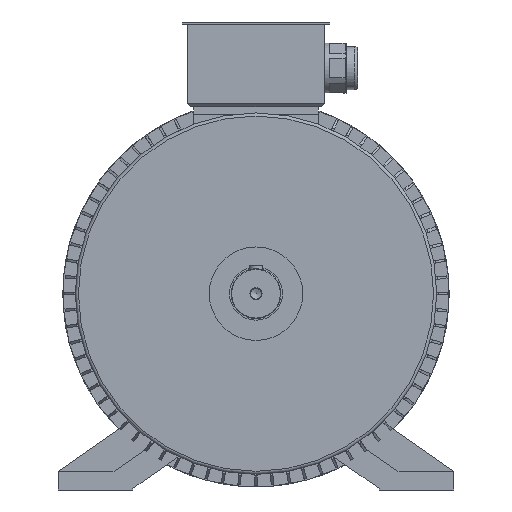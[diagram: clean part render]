
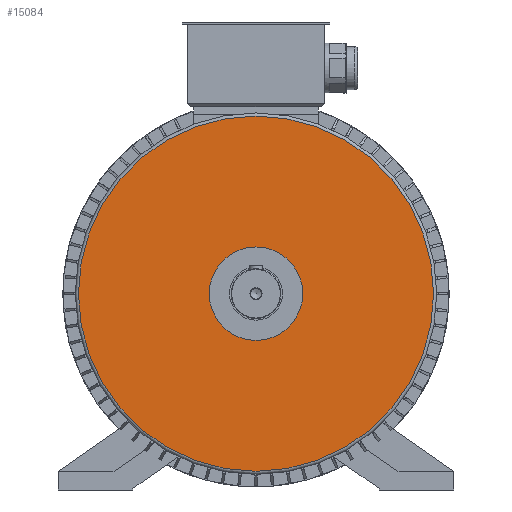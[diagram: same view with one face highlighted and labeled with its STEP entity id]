
A CAD part, front view. The second image highlights one B-rep face of the part: STEP entity #15084.
In plain terms, the highlighted planar face has unit normal (0, -1, 0).
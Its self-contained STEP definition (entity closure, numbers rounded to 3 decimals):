
#595=CIRCLE('',#15951,285.);
#596=CIRCLE('',#15952,75.);
#1677=ORIENTED_EDGE('',*,*,#4904,.T.);
#1678=ORIENTED_EDGE('',*,*,#4905,.T.);
#4904=EDGE_CURVE('',#6475,#6475,#595,.F.);
#4905=EDGE_CURVE('',#6476,#6476,#596,.T.);
#6475=VERTEX_POINT('',#21347);
#6476=VERTEX_POINT('',#21349);
#9228=EDGE_LOOP('',(#1677));
#9229=EDGE_LOOP('',(#1678));
#9867=FACE_BOUND('',#9228,.T.);
#9868=FACE_BOUND('',#9229,.T.);
#10481=PLANE('',#15950);
#15084=ADVANCED_FACE('',(#9867,#9868),#10481,.F.);
#15950=AXIS2_PLACEMENT_3D('',#21345,#17866,#17867);
#15951=AXIS2_PLACEMENT_3D('',#21346,#17868,#17869);
#15952=AXIS2_PLACEMENT_3D('',#21348,#17870,#17871);
#17866=DIRECTION('',(0.,1.,0.));
#17867=DIRECTION('',(0.,0.,1.));
#17868=DIRECTION('',(0.,1.,0.));
#17869=DIRECTION('',(0.,0.,1.));
#17870=DIRECTION('',(0.,1.,0.));
#17871=DIRECTION('',(1.,0.,0.));
#21345=CARTESIAN_POINT('',(0.,-60.,0.));
#21346=CARTESIAN_POINT('',(0.,-60.,0.));
#21347=CARTESIAN_POINT('',(0.,-60.,285.));
#21348=CARTESIAN_POINT('',(0.,-60.,0.));
#21349=CARTESIAN_POINT('',(75.,-60.,0.));
